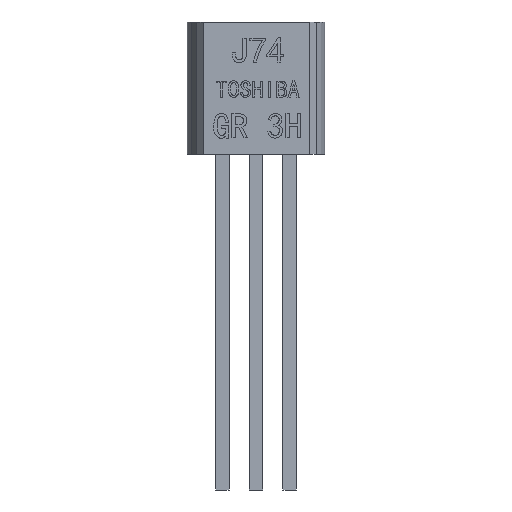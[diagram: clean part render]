
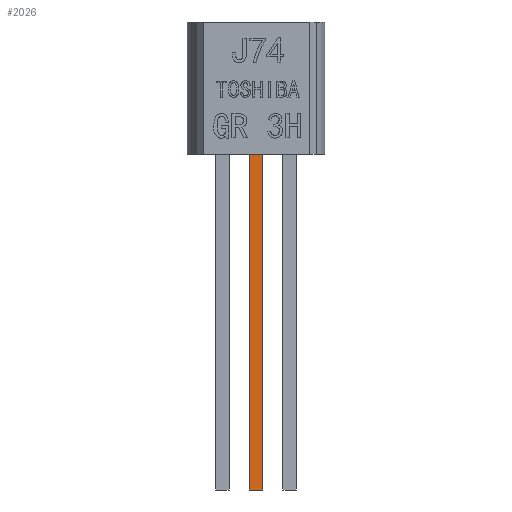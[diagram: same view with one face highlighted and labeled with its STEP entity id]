
A CAD part, front view. The second image highlights one B-rep face of the part: STEP entity #2026.
In plain terms, the highlighted planar face has unit normal (0, -1, 0).
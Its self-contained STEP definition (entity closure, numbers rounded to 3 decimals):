
#595 = ORIENTED_EDGE ( 'NONE', *, *, #4348, .T. ) ;
#627 = ORIENTED_EDGE ( 'NONE', *, *, #4313, .F. ) ;
#633 = ORIENTED_EDGE ( 'NONE', *, *, #4331, .T. ) ;
#639 = ORIENTED_EDGE ( 'NONE', *, *, #4375, .F. ) ;
#1191 = VERTEX_POINT ( 'NONE', #2455 ) ;
#1196 = VERTEX_POINT ( 'NONE', #2416 ) ;
#1219 = VERTEX_POINT ( 'NONE', #2426 ) ;
#1224 = VERTEX_POINT ( 'NONE', #2438 ) ;
#1558 = FACE_OUTER_BOUND ( 'NONE', #5024, .T. ) ;
#1751 = AXIS2_PLACEMENT_3D ( 'NONE', #2915, #2866, #2877 ) ;
#2026 = ADVANCED_FACE ( 'NONE', ( #1558 ), #2914, .T. ) ;
#2416 = CARTESIAN_POINT ( 'NONE',  ( -0.25, -0.25, -12.7 ) ) ;
#2426 = CARTESIAN_POINT ( 'NONE',  ( -0.25, -0.25, 0. ) ) ;
#2438 = CARTESIAN_POINT ( 'NONE',  ( 0.25, -0.25, -12.7 ) ) ;
#2455 = CARTESIAN_POINT ( 'NONE',  ( 0.25, -0.25, 0. ) ) ;
#2866 = DIRECTION ( 'NONE',  ( 0., -1., 0. ) ) ;
#2877 = DIRECTION ( 'NONE',  ( 0., 0., -1. ) ) ;
#2914 = PLANE ( 'NONE',  #1751 ) ;
#2915 = CARTESIAN_POINT ( 'NONE',  ( -0.25, -0.25, -12.7 ) ) ;
#3306 = CARTESIAN_POINT ( 'NONE',  ( -0.25, -0.25, -12.7 ) ) ;
#3316 = DIRECTION ( 'NONE',  ( 0., 0., 1. ) ) ;
#3456 = CARTESIAN_POINT ( 'NONE',  ( -0.25, -0.25, -12.7 ) ) ;
#3461 = DIRECTION ( 'NONE',  ( 1., 0., 0. ) ) ;
#3512 = DIRECTION ( 'NONE',  ( 0., 0., 1. ) ) ;
#3515 = CARTESIAN_POINT ( 'NONE',  ( 0.25, -0.25, -12.7 ) ) ;
#3574 = CARTESIAN_POINT ( 'NONE',  ( -0.25, -0.25, 0. ) ) ;
#3590 = DIRECTION ( 'NONE',  ( 1., 0., 0. ) ) ;
#4313 = EDGE_CURVE ( 'NONE', #1196, #1219, #4581, .T. ) ;
#4331 = EDGE_CURVE ( 'NONE', #1196, #1224, #4591, .T. ) ;
#4348 = EDGE_CURVE ( 'NONE', #1224, #1191, #4660, .T. ) ;
#4375 = EDGE_CURVE ( 'NONE', #1219, #1191, #4654, .T. ) ;
#4566 = VECTOR ( 'NONE', #3461, 1000. ) ;
#4568 = VECTOR ( 'NONE', #3316, 1000. ) ;
#4581 = LINE ( 'NONE', #3306, #4568 ) ;
#4591 = LINE ( 'NONE', #3456, #4566 ) ;
#4636 = VECTOR ( 'NONE', #3590, 1000. ) ;
#4654 = LINE ( 'NONE', #3574, #4636 ) ;
#4659 = VECTOR ( 'NONE', #3512, 1000. ) ;
#4660 = LINE ( 'NONE', #3515, #4659 ) ;
#5024 = EDGE_LOOP ( 'NONE', ( #639, #627, #633, #595 ) ) ;
